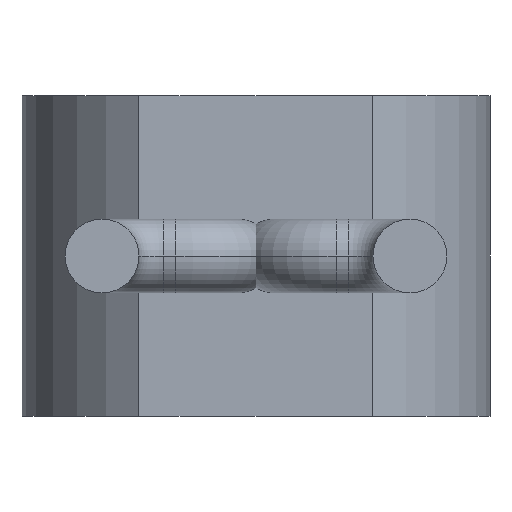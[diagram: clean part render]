
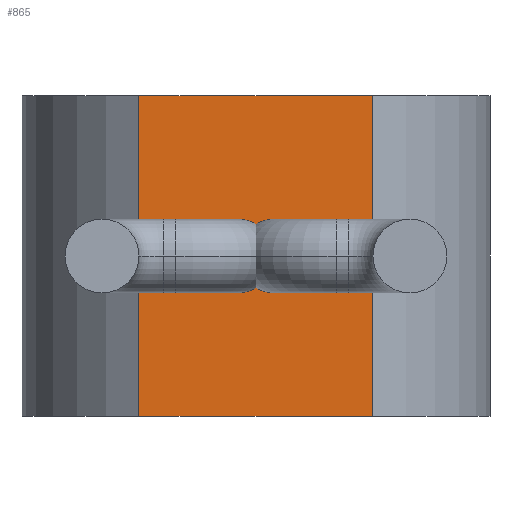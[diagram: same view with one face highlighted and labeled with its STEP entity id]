
A CAD part, front view. The second image highlights one B-rep face of the part: STEP entity #865.
In plain terms, the highlighted planar face has unit normal (0, -1, 0).
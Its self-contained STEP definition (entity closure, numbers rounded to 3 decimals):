
#778 = CARTESIAN_POINT ( 'NONE',  ( -0.95, 3.755, 1.3 ) ) ;
#779 = VERTEX_POINT ( 'NONE', #778 ) ;
#788 = CARTESIAN_POINT ( 'NONE',  ( -0.95, 3.755, -1.3 ) ) ;
#789 = VERTEX_POINT ( 'NONE', #788 ) ;
#797 = CARTESIAN_POINT ( 'NONE',  ( -0.95, 3.755, 1.3 ) ) ;
#798 = DIRECTION ( 'NONE',  ( 0., 0., -1. ) ) ;
#799 = VECTOR ( 'NONE', #798, 1000. ) ;
#800 = LINE ( 'NONE', #797, #799 ) ;
#801 = EDGE_CURVE ( 'NONE', #779, #789, #800, .T. ) ;
#812 = CARTESIAN_POINT ( 'NONE',  ( 0.95, 3.755, 1.3 ) ) ;
#813 = VERTEX_POINT ( 'NONE', #812 ) ;
#821 = CARTESIAN_POINT ( 'NONE',  ( 0.95, 3.755, -1.3 ) ) ;
#822 = VERTEX_POINT ( 'NONE', #821 ) ;
#823 = CARTESIAN_POINT ( 'NONE',  ( 0.95, 3.755, 1.3 ) ) ;
#824 = DIRECTION ( 'NONE',  ( 0., 0., -1. ) ) ;
#825 = VECTOR ( 'NONE', #824, 1000. ) ;
#826 = LINE ( 'NONE', #823, #825 ) ;
#827 = EDGE_CURVE ( 'NONE', #813, #822, #826, .T. ) ;
#844 = CARTESIAN_POINT ( 'NONE',  ( -0.95, 3.755, -1.3 ) ) ;
#845 = DIRECTION ( 'NONE',  ( 1., 0., 0. ) ) ;
#846 = VECTOR ( 'NONE', #845, 1000. ) ;
#847 = LINE ( 'NONE', #844, #846 ) ;
#848 = EDGE_CURVE ( 'NONE', #789, #822, #847, .T. ) ;
#849 = ORIENTED_EDGE ( 'NONE', *, *, #848, .T. ) ;
#850 = ORIENTED_EDGE ( 'NONE', *, *, #827, .F. ) ;
#851 = CARTESIAN_POINT ( 'NONE',  ( -0.95, 3.755, 1.3 ) ) ;
#852 = DIRECTION ( 'NONE',  ( 1., 0., 0. ) ) ;
#853 = VECTOR ( 'NONE', #852, 1000. ) ;
#854 = LINE ( 'NONE', #851, #853 ) ;
#855 = EDGE_CURVE ( 'NONE', #779, #813, #854, .T. ) ;
#856 = ORIENTED_EDGE ( 'NONE', *, *, #855, .F. ) ;
#857 = ORIENTED_EDGE ( 'NONE', *, *, #801, .T. ) ;
#858 = EDGE_LOOP ( 'NONE', ( #849, #850, #856, #857 ) ) ;
#859 = FACE_OUTER_BOUND ( 'NONE', #858, .T. ) ;
#860 = CARTESIAN_POINT ( 'NONE',  ( -0.95, 3.755, 1.3 ) ) ;
#861 = DIRECTION ( 'NONE',  ( 0., 1., 0. ) ) ;
#862 = DIRECTION ( 'NONE',  ( 0., 0., 1. ) ) ;
#863 = AXIS2_PLACEMENT_3D ( 'NONE', #860, #861, #862 ) ;
#864 = PLANE ( 'NONE', #863 ) ;
#865 = ADVANCED_FACE ( 'NONE', ( #859 ), #864, .F. ) ;
